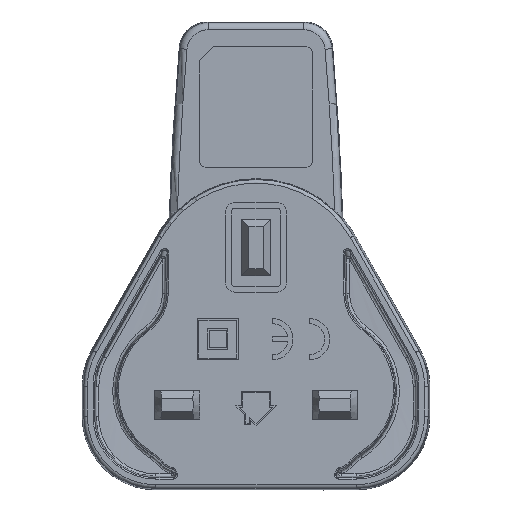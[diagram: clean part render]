
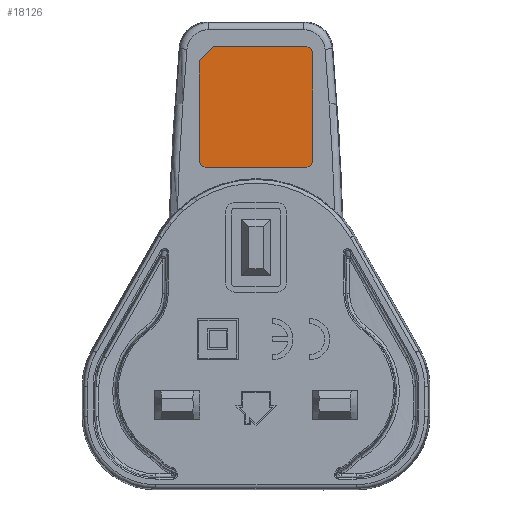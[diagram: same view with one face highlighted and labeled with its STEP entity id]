
A CAD part, front view. The second image highlights one B-rep face of the part: STEP entity #18126.
In plain terms, the highlighted planar face has unit normal (0, -1, 0).
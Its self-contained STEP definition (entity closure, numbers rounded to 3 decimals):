
#6848=CARTESIAN_POINT('',(-6.997,0.5,12.503));
#6849=DIRECTION('',(0.,1.,0.));
#6850=DIRECTION('',(0.,0.,-1.));
#6851=AXIS2_PLACEMENT_3D('',#6848,#6849,#6850);
#6853=DIRECTION('',(0.,0.,1.));
#6854=VECTOR('',#6853,13.997);
#6855=CARTESIAN_POINT('',(-8.,0.5,12.503));
#6856=LINE('',#6855,#6854);
#6857=DIRECTION('',(0.707,0.,0.707));
#6858=VECTOR('',#6857,2.828);
#6859=CARTESIAN_POINT('',(-8.,0.5,26.5));
#6860=LINE('',#6859,#6858);
#6861=DIRECTION('',(1.,0.,0.));
#6862=VECTOR('',#6861,13.);
#6863=CARTESIAN_POINT('',(-6.,0.5,28.5));
#6864=LINE('',#6863,#6862);
#6865=CARTESIAN_POINT('',(7.,0.5,27.5));
#6866=DIRECTION('',(0.,1.,0.));
#6867=DIRECTION('',(0.,0.,1.));
#6868=AXIS2_PLACEMENT_3D('',#6865,#6866,#6867);
#6870=DIRECTION('',(0.,0.,-1.));
#6871=VECTOR('',#6870,15.);
#6872=CARTESIAN_POINT('',(8.,0.5,27.5));
#6873=LINE('',#6872,#6871);
#6874=CARTESIAN_POINT('',(7.,0.5,12.5));
#6875=DIRECTION('',(0.,1.,0.));
#6876=DIRECTION('',(1.,0.,0.));
#6877=AXIS2_PLACEMENT_3D('',#6874,#6875,#6876);
#6879=DIRECTION('',(-1.,0.,0.));
#6880=VECTOR('',#6879,13.997);
#6881=CARTESIAN_POINT('',(7.,0.5,11.5));
#6882=LINE('',#6881,#6880);
#8416=CARTESIAN_POINT('',(-6.997,0.5,11.5));
#8417=VERTEX_POINT('',#8416);
#8418=CARTESIAN_POINT('',(7.,0.5,11.5));
#8419=VERTEX_POINT('',#8418);
#8420=CARTESIAN_POINT('',(-8.,0.5,12.503));
#8421=VERTEX_POINT('',#8420);
#8422=CARTESIAN_POINT('',(-8.,0.5,26.5));
#8423=VERTEX_POINT('',#8422);
#8424=CARTESIAN_POINT('',(-6.,0.5,28.5));
#8425=VERTEX_POINT('',#8424);
#8426=CARTESIAN_POINT('',(7.,0.5,28.5));
#8427=VERTEX_POINT('',#8426);
#8428=CARTESIAN_POINT('',(8.,0.5,27.5));
#8429=VERTEX_POINT('',#8428);
#8430=CARTESIAN_POINT('',(8.,0.5,12.5));
#8431=VERTEX_POINT('',#8430);
#18111=CARTESIAN_POINT('',(0.,0.5,0.));
#18112=DIRECTION('',(0.,-1.,0.));
#18113=DIRECTION('',(0.,0.,1.));
#18114=AXIS2_PLACEMENT_3D('',#18111,#18112,#18113);
#18115=PLANE('',#18114);
#18116=ORIENTED_EDGE('',*,*,#18022,.T.);
#18117=ORIENTED_EDGE('',*,*,#18036,.T.);
#18118=ORIENTED_EDGE('',*,*,#18050,.T.);
#18119=ORIENTED_EDGE('',*,*,#18064,.T.);
#18120=ORIENTED_EDGE('',*,*,#18078,.T.);
#18121=ORIENTED_EDGE('',*,*,#18092,.T.);
#18122=ORIENTED_EDGE('',*,*,#18105,.T.);
#18123=ORIENTED_EDGE('',*,*,#18007,.T.);
#18124=EDGE_LOOP('',(#18116,#18117,#18118,#18119,#18120,#18121,#18122,#18123));
#18125=FACE_OUTER_BOUND('',#18124,.F.);
#18126=ADVANCED_FACE('',(#18125),#18115,.T.);
#6852=CIRCLE('',#6851,1.003);
#6869=CIRCLE('',#6868,1.);
#6878=CIRCLE('',#6877,1.);
#18007=EDGE_CURVE('',#8419,#8417,#6882,.T.);
#18022=EDGE_CURVE('',#8417,#8421,#6852,.T.);
#18036=EDGE_CURVE('',#8421,#8423,#6856,.T.);
#18050=EDGE_CURVE('',#8423,#8425,#6860,.T.);
#18064=EDGE_CURVE('',#8425,#8427,#6864,.T.);
#18078=EDGE_CURVE('',#8427,#8429,#6869,.T.);
#18092=EDGE_CURVE('',#8429,#8431,#6873,.T.);
#18105=EDGE_CURVE('',#8431,#8419,#6878,.T.);
